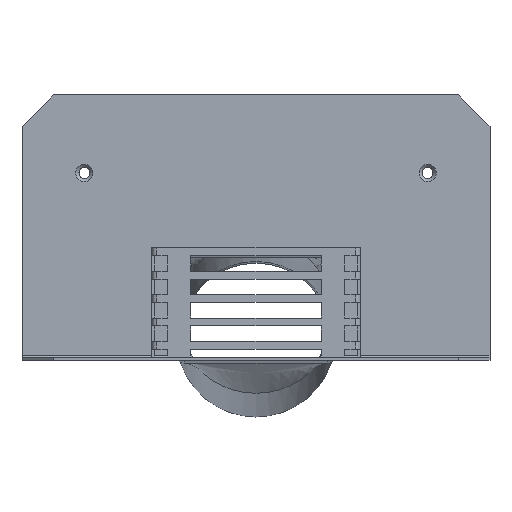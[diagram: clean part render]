
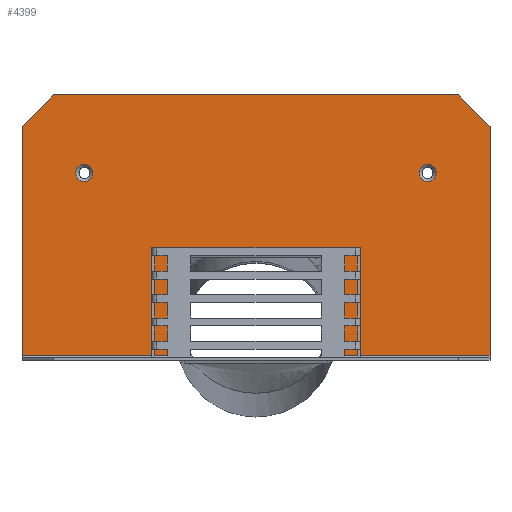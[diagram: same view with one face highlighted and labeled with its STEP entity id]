
A CAD part, left-side view. The second image highlights one B-rep face of the part: STEP entity #4399.
In plain terms, the highlighted planar face has unit normal (-1, 0, 0).
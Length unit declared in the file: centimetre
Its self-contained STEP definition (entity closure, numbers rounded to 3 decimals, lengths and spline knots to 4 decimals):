
#195=CIRCLE('',#4681,6.);
#197=CIRCLE('',#4684,6.);
#208=CIRCLE('',#4703,5.5);
#209=CIRCLE('',#4704,5.5);
#244=FACE_BOUND('',#674,.T.);
#245=FACE_BOUND('',#675,.T.);
#439=FACE_OUTER_BOUND('',#673,.T.);
#673=EDGE_LOOP('',(#3956,#3957,#3958,#3959,#3960,#3961,#3962,#3963,#3964,
#3965,#3966,#3967));
#674=EDGE_LOOP('',(#3968));
#675=EDGE_LOOP('',(#3969));
#1154=LINE('',#8083,#1666);
#1160=LINE('',#8100,#1672);
#1167=LINE('',#8124,#1679);
#1176=LINE('',#8149,#1688);
#1182=LINE('',#8170,#1694);
#1183=LINE('',#8172,#1695);
#1184=LINE('',#8174,#1696);
#1185=LINE('',#8176,#1697);
#1186=LINE('',#8178,#1698);
#1187=LINE('',#8179,#1699);
#1666=VECTOR('',#5688,1.);
#1672=VECTOR('',#5700,1.);
#1679=VECTOR('',#5725,1.);
#1688=VECTOR('',#5746,112.);
#1694=VECTOR('',#5770,112.);
#1695=VECTOR('',#5771,147.);
#1696=VECTOR('',#5772,28.2843);
#1697=VECTOR('',#5773,260.);
#1698=VECTOR('',#5774,28.2843);
#1699=VECTOR('',#5775,147.);
#2096=VERTEX_POINT('',#8080);
#2097=VERTEX_POINT('',#8082);
#2104=VERTEX_POINT('',#8097);
#2105=VERTEX_POINT('',#8099);
#2107=VERTEX_POINT('',#8108);
#2113=VERTEX_POINT('',#8122);
#2123=VERTEX_POINT('',#8148);
#2129=VERTEX_POINT('',#8169);
#2130=VERTEX_POINT('',#8171);
#2131=VERTEX_POINT('',#8173);
#2132=VERTEX_POINT('',#8175);
#2133=VERTEX_POINT('',#8177);
#2134=VERTEX_POINT('',#8180);
#2135=VERTEX_POINT('',#8182);
#2704=EDGE_CURVE('',#2097,#2096,#1154,.T.);
#2712=EDGE_CURVE('',#2105,#2104,#1160,.T.);
#2715=EDGE_CURVE('',#2096,#2105,#195,.T.);
#2718=EDGE_CURVE('',#2104,#2107,#197,.T.);
#2725=EDGE_CURVE('',#2107,#2113,#1167,.T.);
#2737=EDGE_CURVE('',#2123,#2097,#1176,.T.);
#2748=EDGE_CURVE('',#2113,#2129,#1182,.T.);
#2749=EDGE_CURVE('',#2130,#2129,#1183,.T.);
#2750=EDGE_CURVE('',#2131,#2130,#1184,.T.);
#2751=EDGE_CURVE('',#2131,#2132,#1185,.T.);
#2752=EDGE_CURVE('',#2133,#2132,#1186,.T.);
#2753=EDGE_CURVE('',#2133,#2123,#1187,.T.);
#2754=EDGE_CURVE('',#2134,#2134,#208,.T.);
#2755=EDGE_CURVE('',#2135,#2135,#209,.T.);
#3956=ORIENTED_EDGE('',*,*,#2725,.T.);
#3957=ORIENTED_EDGE('',*,*,#2748,.T.);
#3958=ORIENTED_EDGE('',*,*,#2749,.F.);
#3959=ORIENTED_EDGE('',*,*,#2750,.F.);
#3960=ORIENTED_EDGE('',*,*,#2751,.T.);
#3961=ORIENTED_EDGE('',*,*,#2752,.F.);
#3962=ORIENTED_EDGE('',*,*,#2753,.T.);
#3963=ORIENTED_EDGE('',*,*,#2737,.T.);
#3964=ORIENTED_EDGE('',*,*,#2704,.T.);
#3965=ORIENTED_EDGE('',*,*,#2715,.T.);
#3966=ORIENTED_EDGE('',*,*,#2712,.T.);
#3967=ORIENTED_EDGE('',*,*,#2718,.T.);
#3968=ORIENTED_EDGE('',*,*,#2754,.T.);
#3969=ORIENTED_EDGE('',*,*,#2755,.T.);
#4199=PLANE('',#4702);
#4399=ADVANCED_FACE('',(#439,#244,#245),#4199,.T.);
#4681=AXIS2_PLACEMENT_3D('',#8104,#5706,#5707);
#4684=AXIS2_PLACEMENT_3D('',#8110,#5713,#5714);
#4702=AXIS2_PLACEMENT_3D('',#8168,#5768,#5769);
#4703=AXIS2_PLACEMENT_3D('',#8181,#5776,#5777);
#4704=AXIS2_PLACEMENT_3D('',#8183,#5778,#5779);
#5688=DIRECTION('',(0.,0.,1.));
#5700=DIRECTION('',(0.,-1.,0.));
#5706=DIRECTION('center_axis',(1.,0.,0.));
#5707=DIRECTION('ref_axis',(0.,0.707,0.707));
#5713=DIRECTION('center_axis',(1.,0.,0.));
#5714=DIRECTION('ref_axis',(0.,-0.707,0.707));
#5725=DIRECTION('',(0.,0.,-1.));
#5746=DIRECTION('',(0.,-1.,0.));
#5768=DIRECTION('center_axis',(-1.,0.,0.));
#5769=DIRECTION('ref_axis',(0.,0.,
-1.));
#5770=DIRECTION('',(0.,-1.,0.));
#5771=DIRECTION('',(0.,0.,-1.));
#5772=DIRECTION('',(0.,-0.707,-0.707));
#5773=DIRECTION('',(0.,1.,0.));
#5774=DIRECTION('',(0.,-0.707,0.707));
#5775=DIRECTION('',(0.,0.,-1.));
#5776=DIRECTION('center_axis',(1.,0.,0.));
#5777=DIRECTION('ref_axis',(0.,-1.,0.));
#5778=DIRECTION('center_axis',(1.,0.,0.));
#5779=DIRECTION('ref_axis',(0.,-1.,0.));
#8080=CARTESIAN_POINT('',(268.,53.,65.));
#8082=CARTESIAN_POINT('',(268.,53.,3.));
#8083=CARTESIAN_POINT('',(268.,53.,60.7617));
#8097=CARTESIAN_POINT('',(268.,-47.,71.));
#8099=CARTESIAN_POINT('',(268.,47.,71.));
#8100=CARTESIAN_POINT('',(268.,0.,71.));
#8104=CARTESIAN_POINT('Origin',(268.,47.,65.));
#8108=CARTESIAN_POINT('',(268.,-53.,65.));
#8110=CARTESIAN_POINT('Origin',(268.,-47.,65.));
#8122=CARTESIAN_POINT('',(268.,-53.,3.));
#8124=CARTESIAN_POINT('',(268.,-53.,60.7617));
#8148=CARTESIAN_POINT('',(268.,150.,3.));
#8149=CARTESIAN_POINT('',(268.,0.,3.));
#8168=CARTESIAN_POINT('Origin',(268.,0.,85.0235));
#8169=CARTESIAN_POINT('',(268.,-150.,3.));
#8170=CARTESIAN_POINT('',(268.,0.,3.));
#8171=CARTESIAN_POINT('',(268.,-150.,150.));
#8172=CARTESIAN_POINT('',(268.,-150.,-2.9062));
#8173=CARTESIAN_POINT('',(268.,-130.,170.));
#8174=CARTESIAN_POINT('',(268.,-123.7441,176.2559));
#8175=CARTESIAN_POINT('',(268.,130.,170.));
#8176=CARTESIAN_POINT('',(268.,-150.,170.));
#8177=CARTESIAN_POINT('',(268.,150.,150.));
#8178=CARTESIAN_POINT('',(268.,123.7441,176.2559));
#8179=CARTESIAN_POINT('',(268.,150.,-2.9062));
#8180=CARTESIAN_POINT('',(268.,-104.5,120.));
#8181=CARTESIAN_POINT('Origin',(268.,-110.,120.));
#8182=CARTESIAN_POINT('',(268.,115.5,120.));
#8183=CARTESIAN_POINT('Origin',(268.,110.,120.));
